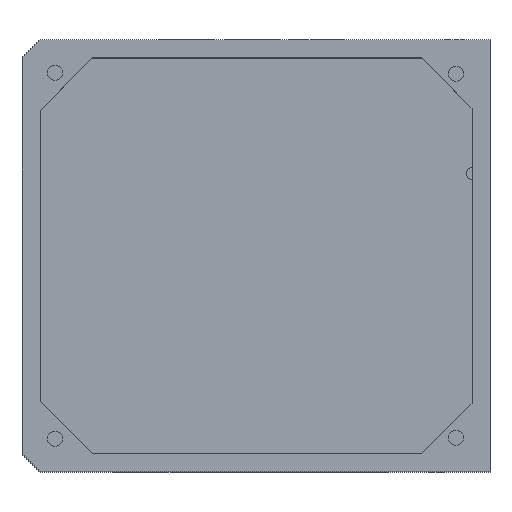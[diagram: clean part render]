
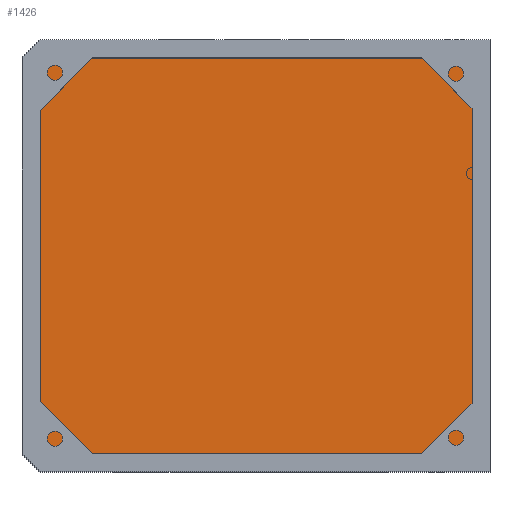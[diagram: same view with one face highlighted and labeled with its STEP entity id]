
A CAD part, top view. The second image highlights one B-rep face of the part: STEP entity #1426.
In plain terms, the highlighted planar face has unit normal (0, 0, 1).
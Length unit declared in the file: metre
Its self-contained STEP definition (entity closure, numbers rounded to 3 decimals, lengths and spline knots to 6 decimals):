
#48=LINE('',#2029,#201);
#73=LINE('',#2101,#226);
#117=LINE('',#2203,#270);
#129=LINE('',#2230,#282);
#146=LINE('',#2272,#299);
#147=LINE('',#2273,#300);
#201=VECTOR('',#1639,1.);
#226=VECTOR('',#1688,1.);
#270=VECTOR('',#1748,1.);
#282=VECTOR('',#1768,1.);
#299=VECTOR('',#1811,1.);
#300=VECTOR('',#1812,1.);
#507=ORIENTED_EDGE('',*,*,#771,.T.);
#508=ORIENTED_EDGE('',*,*,#835,.T.);
#509=ORIENTED_EDGE('',*,*,#736,.F.);
#510=ORIENTED_EDGE('',*,*,#859,.F.);
#511=ORIENTED_EDGE('',*,*,#821,.T.);
#512=ORIENTED_EDGE('',*,*,#860,.F.);
#736=EDGE_CURVE('',#925,#926,#48,.T.);
#771=EDGE_CURVE('',#961,#960,#73,.T.);
#821=EDGE_CURVE('',#1011,#1010,#117,.T.);
#835=EDGE_CURVE('',#960,#926,#129,.T.);
#859=EDGE_CURVE('',#1011,#925,#146,.T.);
#860=EDGE_CURVE('',#961,#1010,#147,.F.);
#925=VERTEX_POINT('',#2028);
#926=VERTEX_POINT('',#2030);
#960=VERTEX_POINT('',#2100);
#961=VERTEX_POINT('',#2102);
#1010=VERTEX_POINT('',#2202);
#1011=VERTEX_POINT('',#2204);
#1134=EDGE_LOOP('',(#507,#508,#509,#510,#511,#512));
#1275=FACE_BOUND('',#1134,.T.);
#1371=PLANE('',#1541);
#1426=ADVANCED_FACE('',(#1275),#1371,.T.);
#1541=AXIS2_PLACEMENT_3D('',#2271,#1809,#1810);
#1639=DIRECTION('',(1.,0.,0.));
#1688=DIRECTION('',(1.,0.,0.));
#1748=DIRECTION('',(0.,-1.,0.));
#1768=DIRECTION('',(0.,1.,0.));
#1809=DIRECTION('',(0.,0.,1.));
#1810=DIRECTION('',(1.,0.,0.));
#1811=DIRECTION('',(0.707,0.707,0.));
#1812=DIRECTION('',(0.707,-0.707,0.));
#2028=CARTESIAN_POINT('',(-0.122929,0.055,0.005));
#2029=CARTESIAN_POINT('',(-0.065,0.055,0.005));
#2030=CARTESIAN_POINT('',(0.,0.055,0.005));
#2100=CARTESIAN_POINT('',(0.,-0.055,0.005));
#2101=CARTESIAN_POINT('',(-0.065,-0.055,0.005));
#2102=CARTESIAN_POINT('',(-0.122929,-0.055,0.005));
#2202=CARTESIAN_POINT('',(-0.125,-0.052929,0.005));
#2203=CARTESIAN_POINT('',(-0.125,0.,0.005));
#2204=CARTESIAN_POINT('',(-0.125,0.052929,0.005));
#2230=CARTESIAN_POINT('',(0.,0.,0.005));
#2271=CARTESIAN_POINT('',(-0.005,0.,0.005));
#2272=CARTESIAN_POINT('',(-0.126464,0.051464,0.005));
#2273=CARTESIAN_POINT('',(-0.121464,-0.056464,0.005));
